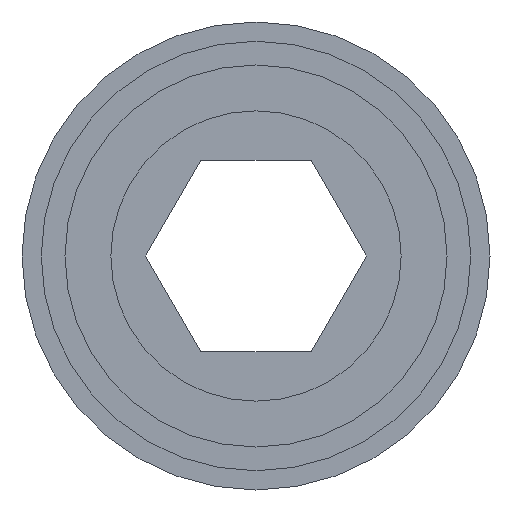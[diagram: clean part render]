
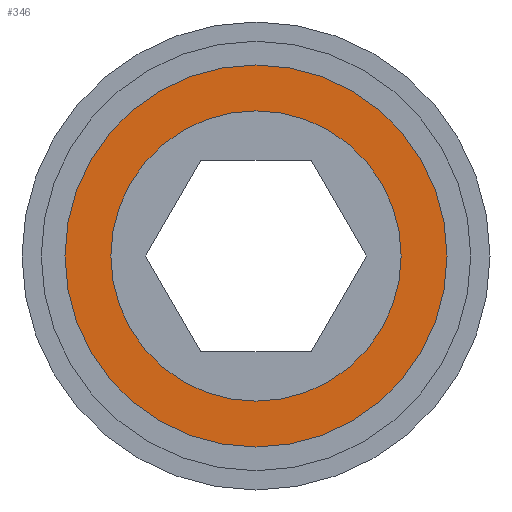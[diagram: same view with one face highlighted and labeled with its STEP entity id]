
A CAD part, front view. The second image highlights one B-rep face of the part: STEP entity #346.
In plain terms, the highlighted planar face has unit normal (0, -1, 0).
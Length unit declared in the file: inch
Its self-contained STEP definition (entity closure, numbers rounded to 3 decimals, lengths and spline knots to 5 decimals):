
#18=FACE_BOUND('',#129,.T.);
#25=PLANE('',#404);
#103=FACE_OUTER_BOUND('',#128,.T.);
#128=EDGE_LOOP('',(#271));
#129=EDGE_LOOP('',(#272));
#144=CIRCLE('',#381,0.38);
#147=CIRCLE('',#385,0.5);
#160=VERTEX_POINT('',#526);
#163=VERTEX_POINT('',#534);
#189=EDGE_CURVE('',#160,#160,#144,.T.);
#194=EDGE_CURVE('',#163,#163,#147,.T.);
#271=ORIENTED_EDGE('',*,*,#194,.T.);
#272=ORIENTED_EDGE('',*,*,#189,.F.);
#346=ADVANCED_FACE('',(#103,#18),#25,.F.);
#381=AXIS2_PLACEMENT_3D('',#527,#427,#428);
#385=AXIS2_PLACEMENT_3D('',#536,#437,#438);
#404=AXIS2_PLACEMENT_3D('',#569,#480,#481);
#427=DIRECTION('center_axis',(0.,-1.,0.));
#428=DIRECTION('ref_axis',(0.,0.,-1.));
#437=DIRECTION('center_axis',(0.,-1.,0.));
#438=DIRECTION('ref_axis',(0.,0.,-1.));
#480=DIRECTION('center_axis',(0.,1.,0.));
#481=DIRECTION('ref_axis',(0.,0.,1.));
#526=CARTESIAN_POINT('',(0.,0.015,0.38));
#527=CARTESIAN_POINT('Origin',(0.,0.015,0.));
#534=CARTESIAN_POINT('',(0.,0.015,0.5));
#536=CARTESIAN_POINT('Origin',(0.,0.015,0.));
#569=CARTESIAN_POINT('Origin',(0.38,0.015,0.));
